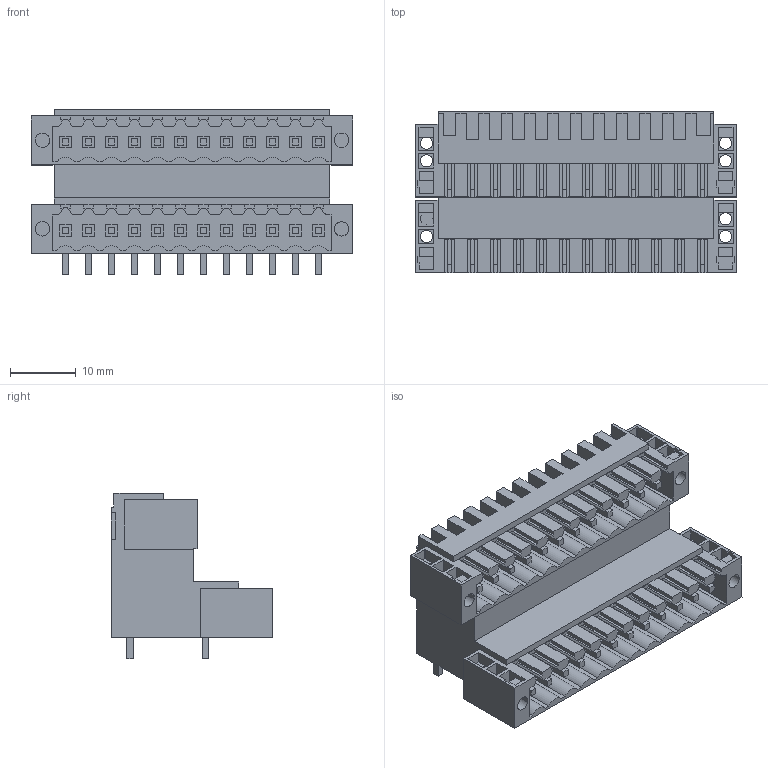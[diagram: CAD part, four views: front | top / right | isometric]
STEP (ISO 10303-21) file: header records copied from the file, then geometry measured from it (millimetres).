
FILE_DESCRIPTION(('CATIA V5 STEP Exchange','CAx-IF Rec.Pracs.--- Model Styling and Organization---1.4--- 2014-01-23'),'2;1');
FILE_NAME ('D1454190_2_1642420000_1642420000.stp','2022-07-28T10:44:49+00:00',('none'),('Weidmueller'),'CATIA Version 5-6 Release 2016 SP3 HF44','CATIA V5 STEP AP214','none');
FILE_SCHEMA(('AUTOMOTIVE_DESIGN { 1 0 10303 214 1 1 1 1 }'));
Length unit declared in the file: millimetre
Products named in the file (1): 1642420000
Bounding box: 48.9 x 24.55 x 25.2 mm (x, y, z)
Volume: 10315.4 mm3; surface area: 13636.8 mm2
Topology: 25 solids, 25 shells, 1453 faces, 3989 edges, 2622 vertices
Faces by surface type: plane 1298, cylinder 155
Entity records: 41571 total; most frequent: ORIENTED_EDGE 7918, CARTESIAN_POINT 7890, DIRECTION 5251, EDGE_CURVE 3959, VECTOR 3636, LINE 3636, VERTEX_POINT 2607, EDGE_LOOP 1588
